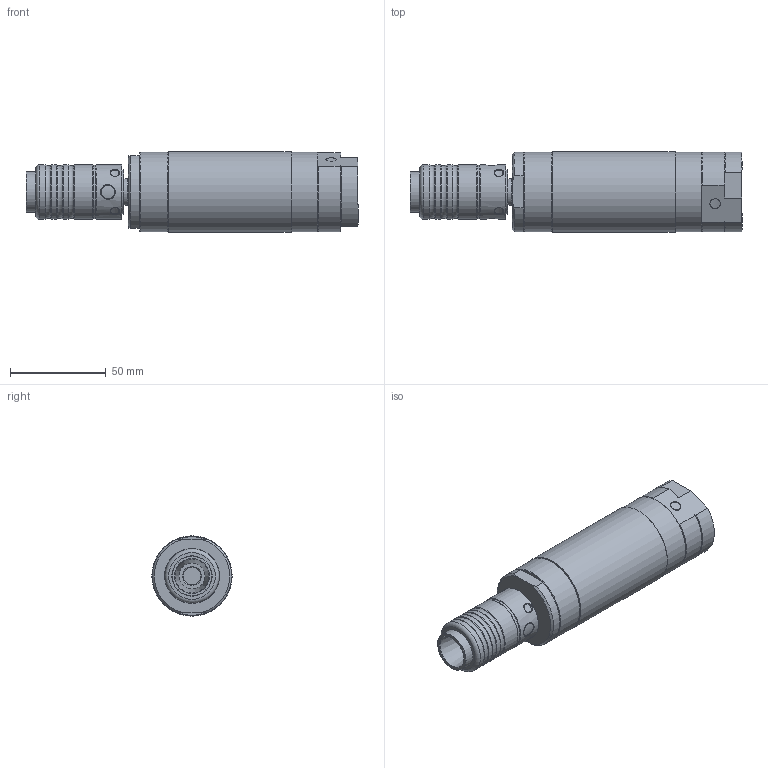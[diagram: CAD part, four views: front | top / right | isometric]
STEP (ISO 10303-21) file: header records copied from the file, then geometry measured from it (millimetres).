
FILE_DESCRIPTION(/* description */ ('EBM 38-2400 WS-ST'),/* implementation_level */ '2;1');
FILE_NAME(/* name */ 'EBM 38-2400 WS-ST_60075967.stp',/* time_stamp */ '2023-08-09T10:08:08+02:00',/* author */ ('DSteinicke'),/* organization */ (''),/* preprocessor_version */ 'ST-DEVELOPER v19.2',/* originating_system */ 'Autodesk Inventor 2024',/* authorisation */ '');
FILE_SCHEMA (('AUTOMOTIVE_DESIGN { 1 0 10303 214 3 1 1 }'));
Length unit declared in the file: millimetre
Products named in the file (1): 60075967
Bounding box: 173.5 x 42 x 42 mm (x, y, z)
Volume: 189178.5 mm3; surface area: 25620.3 mm2
Topology: 1 solids, 5 shells, 209 faces, 500 edges, 330 vertices
Faces by surface type: plane 106, cylinder 45, cone 35, bspline 17, torus 6
Full cylindrical faces by diameter (mm): 5.5 x1, 9 x1, 11.445 x2, 13.8 x1, 14 x1, 14.95 x1, 16 x1, 21 x1, 21.1 x1, 23 x1, 28 x1, 28.4 x4, 28.6 x1, 39.99 x1, 41.5 x2, 42 x1
Entity records: 8414 total; most frequent: CARTESIAN_POINT 3378, ORIENTED_EDGE 1000, DIRECTION 923, EDGE_CURVE 500, VERTEX_POINT 330, AXIS2_PLACEMENT_3D 328, LINE 267, VECTOR 267
